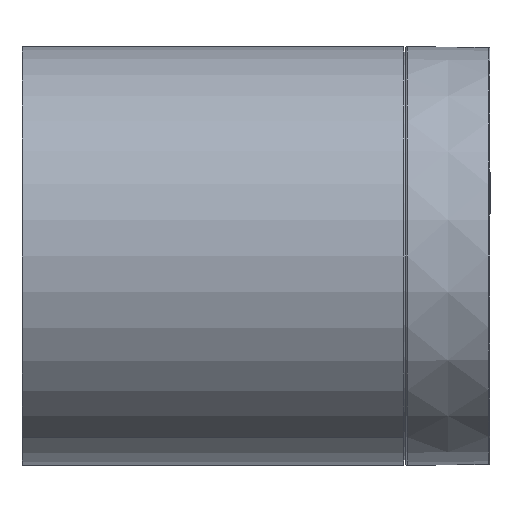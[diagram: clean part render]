
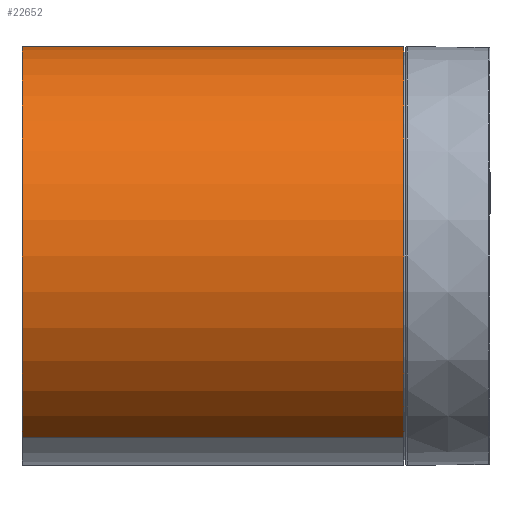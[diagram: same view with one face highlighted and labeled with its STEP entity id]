
A CAD part, left-side view. The second image highlights one B-rep face of the part: STEP entity #22652.
In plain terms, the highlighted cylindrical face has radius 55 mm (diameter 110 mm), a partial arc.
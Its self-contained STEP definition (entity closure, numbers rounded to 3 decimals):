
#1228 = ORIENTED_EDGE ( 'NONE', *, *, #14844, .T. ) ;
#3304 = AXIS2_PLACEMENT_3D ( 'NONE', #18399, #4247, #11375 ) ;
#4247 = DIRECTION ( 'NONE',  ( 0., -1., 0. ) ) ;
#4325 = DIRECTION ( 'NONE',  ( 0., -1., 0. ) ) ;
#4981 = CARTESIAN_POINT ( 'NONE',  ( 27.5, 125., 47.631 ) ) ;
#5958 = CARTESIAN_POINT ( 'NONE',  ( 0., 24.7, 0. ) ) ;
#7280 = VERTEX_POINT ( 'NONE', #27295 ) ;
#8052 = EDGE_LOOP ( 'NONE', ( #1228, #11484, #11321, #31761 ) ) ;
#11321 = ORIENTED_EDGE ( 'NONE', *, *, #11530, .F. ) ;
#11375 = DIRECTION ( 'NONE',  ( 0.5, 0., 0.866 ) ) ;
#11484 = ORIENTED_EDGE ( 'NONE', *, *, #13240, .T. ) ;
#11530 = EDGE_CURVE ( 'NONE', #7280, #31720, #11978, .T. ) ;
#11978 = CIRCLE ( 'NONE', #24296, 55. ) ;
#12037 = CIRCLE ( 'NONE', #3304, 55. ) ;
#12935 = DIRECTION ( 'NONE',  ( 0., -1., 0. ) ) ;
#13240 = EDGE_CURVE ( 'NONE', #21979, #31720, #24429, .T. ) ;
#14844 = EDGE_CURVE ( 'NONE', #32376, #21979, #12037, .T. ) ;
#16109 = CARTESIAN_POINT ( 'NONE',  ( -27.5, 90., -47.631 ) ) ;
#16958 = LINE ( 'NONE', #41723, #28147 ) ;
#18399 = CARTESIAN_POINT ( 'NONE',  ( 0., 125., 0. ) ) ;
#20654 = DIRECTION ( 'NONE',  ( 0., -1., 0. ) ) ;
#21241 = VECTOR ( 'NONE', #43119, 1000. ) ;
#21979 = VERTEX_POINT ( 'NONE', #29801 ) ;
#22652 = ADVANCED_FACE ( 'NONE', ( #41875 ), #24241, .T. ) ;
#24241 = CYLINDRICAL_SURFACE ( 'NONE', #38852, 55. ) ;
#24296 = AXIS2_PLACEMENT_3D ( 'NONE', #5958, #12935, #33229 ) ;
#24429 = LINE ( 'NONE', #16109, #21241 ) ;
#27295 = CARTESIAN_POINT ( 'NONE',  ( 27.5, 24.7, 47.631 ) ) ;
#28147 = VECTOR ( 'NONE', #4325, 1000. ) ;
#28719 = EDGE_CURVE ( 'NONE', #32376, #7280, #16958, .T. ) ;
#29801 = CARTESIAN_POINT ( 'NONE',  ( -27.5, 125., -47.631 ) ) ;
#30502 = CARTESIAN_POINT ( 'NONE',  ( -27.5, 24.7, -47.631 ) ) ;
#31720 = VERTEX_POINT ( 'NONE', #30502 ) ;
#31761 = ORIENTED_EDGE ( 'NONE', *, *, #28719, .F. ) ;
#32376 = VERTEX_POINT ( 'NONE', #4981 ) ;
#33229 = DIRECTION ( 'NONE',  ( -0.866, 0., 0.5 ) ) ;
#37671 = CARTESIAN_POINT ( 'NONE',  ( 0., 90., 0. ) ) ;
#37812 = DIRECTION ( 'NONE',  ( 0.5, 0., 0.866 ) ) ;
#38852 = AXIS2_PLACEMENT_3D ( 'NONE', #37671, #20654, #37812 ) ;
#41723 = CARTESIAN_POINT ( 'NONE',  ( 27.5, 90., 47.631 ) ) ;
#41875 = FACE_OUTER_BOUND ( 'NONE', #8052, .T. ) ;
#43119 = DIRECTION ( 'NONE',  ( 0., -1., 0. ) ) ;
